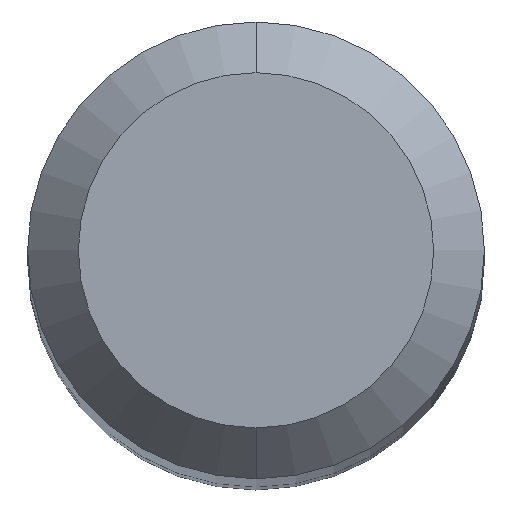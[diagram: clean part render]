
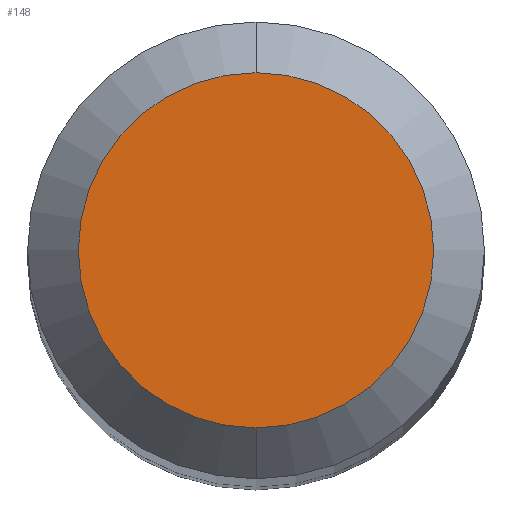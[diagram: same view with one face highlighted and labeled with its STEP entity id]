
A CAD part, top view. The second image highlights one B-rep face of the part: STEP entity #148.
In plain terms, the highlighted planar face has unit normal (0, 0, 1).
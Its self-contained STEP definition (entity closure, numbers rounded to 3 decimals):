
#4 = DIRECTION ( 'NONE',  ( 0., 0., -1. ) ) ;
#22 = CARTESIAN_POINT ( 'NONE',  ( 0., 0., 52. ) ) ;
#32 = AXIS2_PLACEMENT_3D ( 'NONE', #22, #227, #125 ) ;
#36 = CARTESIAN_POINT ( 'NONE',  ( 0., 1.4, 52. ) ) ;
#44 = CIRCLE ( 'NONE', #261, 1.4 ) ;
#55 = ORIENTED_EDGE ( 'NONE', *, *, #303, .F. ) ;
#59 = EDGE_CURVE ( 'NONE', #241, #213, #44, .T. ) ;
#68 = CARTESIAN_POINT ( 'NONE',  ( 0., 0., 52. ) ) ;
#78 = CARTESIAN_POINT ( 'NONE',  ( 0., 0., 52. ) ) ;
#125 = DIRECTION ( 'NONE',  ( 0., 1., 0. ) ) ;
#137 = AXIS2_PLACEMENT_3D ( 'NONE', #68, #158, #254 ) ;
#148 = ADVANCED_FACE ( 'NONE', ( #222 ), #308, .F. ) ;
#158 = DIRECTION ( 'NONE',  ( 0., 0., -1. ) ) ;
#191 = ORIENTED_EDGE ( 'NONE', *, *, #59, .F. ) ;
#210 = DIRECTION ( 'NONE',  ( 0., 1., 0. ) ) ;
#213 = VERTEX_POINT ( 'NONE', #251 ) ;
#222 = FACE_OUTER_BOUND ( 'NONE', #332, .T. ) ;
#227 = DIRECTION ( 'NONE',  ( 0., 0., -1. ) ) ;
#241 = VERTEX_POINT ( 'NONE', #36 ) ;
#251 = CARTESIAN_POINT ( 'NONE',  ( 0., -1.4, 52. ) ) ;
#254 = DIRECTION ( 'NONE',  ( 0., 1., 0. ) ) ;
#255 = CIRCLE ( 'NONE', #137, 1.4 ) ;
#261 = AXIS2_PLACEMENT_3D ( 'NONE', #78, #4, #210 ) ;
#303 = EDGE_CURVE ( 'NONE', #213, #241, #255, .T. ) ;
#308 = PLANE ( 'NONE',  #32 ) ;
#332 = EDGE_LOOP ( 'NONE', ( #191, #55 ) ) ;
